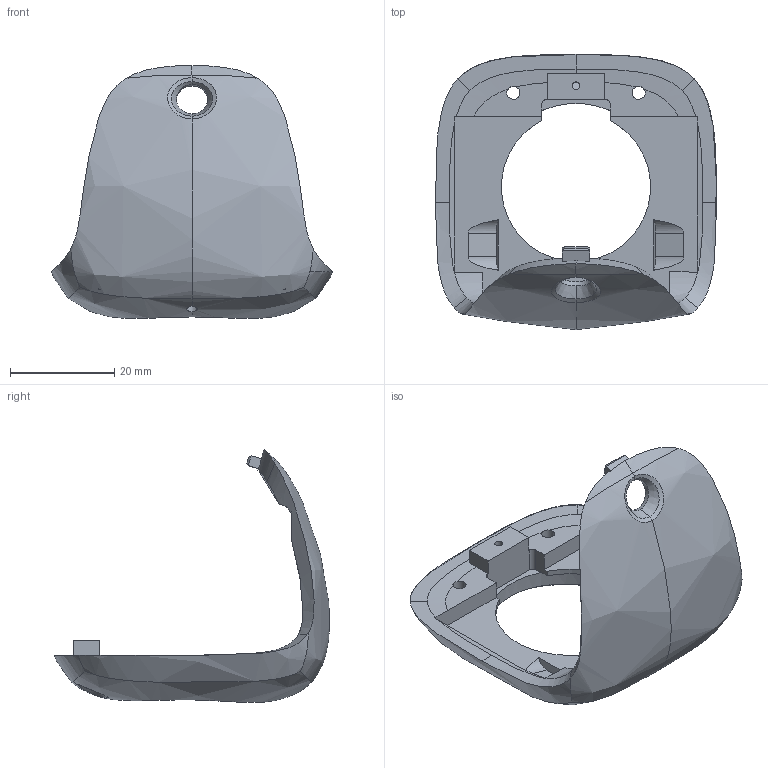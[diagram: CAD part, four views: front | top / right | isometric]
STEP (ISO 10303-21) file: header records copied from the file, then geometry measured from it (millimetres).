
FILE_DESCRIPTION(/* description */ (''),/* implementation_level */ '2;1');
FILE_NAME(/* name */ '',/* time_stamp */ '2024-06-24T22:12:26+08:00',/* author */ (''),/* organization */ (''),/* preprocessor_version */ 'ST-DEVELOPER v20',/* originating_system */ 'Autodesk Translation Framework v13.14.0.145',/* authorisation */ '');
FILE_SCHEMA (('AUTOMOTIVE_DESIGN { 1 0 10303 214 3 1 1 }'));
Products named in the file (1): 身体后壳-绿荫修改版
Bounding box: 53.9 x 52.74 x 48.47 mm (x, y, z)
Volume: 12284.5 mm3; surface area: 9285.7 mm2
Topology: 1 solids, 1 shells, 136 faces, 414 edges, 279 vertices
Faces by surface type: plane 69, bspline 44, cylinder 21, cone 2
Full cylindrical faces by diameter (mm): 1.5 x1, 2 x1, 2.5 x2, 4.2 x1, 5 x2, 6 x1, 32 x1
Entity records: 42892 total; most frequent: CARTESIAN_POINT 39482, ORIENTED_EDGE 828, DIRECTION 485, EDGE_CURVE 414, VERTEX_POINT 279, LINE 189, VECTOR 189, B_SPLINE_CURVE_WITH_KNOTS 170
